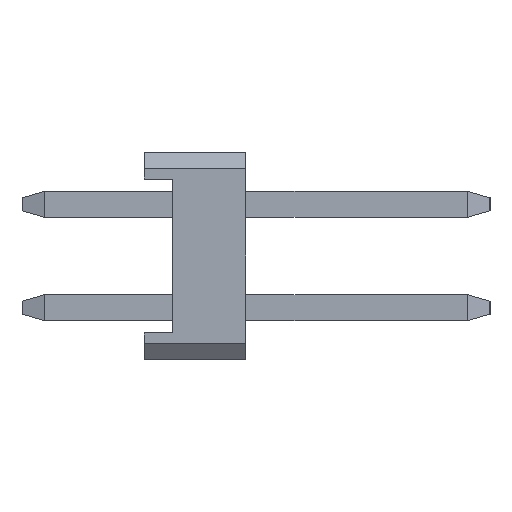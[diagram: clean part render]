
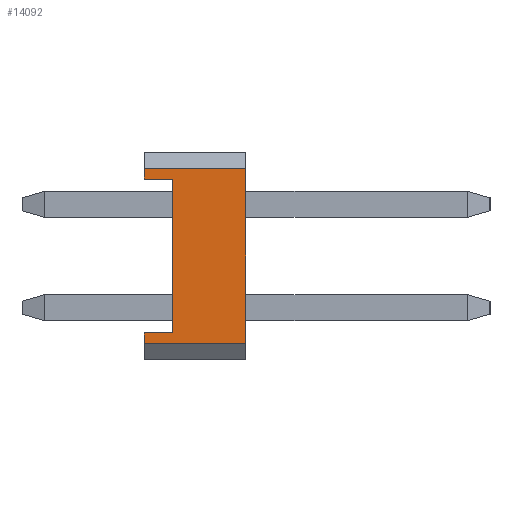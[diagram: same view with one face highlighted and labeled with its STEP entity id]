
A CAD part, left-side view. The second image highlights one B-rep face of the part: STEP entity #14092.
In plain terms, the highlighted planar face has unit normal (-1, 0, 0).
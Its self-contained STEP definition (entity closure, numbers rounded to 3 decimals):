
#8226=EDGE_CURVE('',#14108,#17828,#21917,.T.);
#8930=VERTEX_POINT('',#22684);
#8944=EDGE_CURVE('',#11450,#19112,#22698,.T.);
#9036=EDGE_CURVE('',#18500,#11692,#22807,.T.);
#11450=VERTEX_POINT('',#25511);
#11692=VERTEX_POINT('',#25779);
#12290=EDGE_CURVE('',#8930,#19018,#26496,.T.);
#12714=EDGE_CURVE('',#11450,#18500,#26959,.T.);
#13410=EDGE_CURVE('',#19018,#19112,#27729,.T.);
#13560=EDGE_CURVE('',#17828,#8930,#27901,.T.);
#14092=ADVANCED_FACE('',(#28491),#28492,.T.);
#14108=VERTEX_POINT('',#28508);
#17828=VERTEX_POINT('',#32623);
#18500=VERTEX_POINT('',#33368);
#19018=VERTEX_POINT('',#33927);
#19112=VERTEX_POINT('',#34029);
#20044=EDGE_CURVE('',#11692,#14108,#35054,.T.);
#21917=LINE('',#37647,#37648);
#22684=CARTESIAN_POINT('',(-38.1,0.,-2.147));
#22698=LINE('',#38798,#38799);
#22807=LINE('',#38945,#38946);
#25511=CARTESIAN_POINT('',(-38.1,0.,2.147));
#25779=CARTESIAN_POINT('',(-38.1,-0.7,1.89));
#26496=LINE('',#44240,#44241);
#26959=LINE('',#44929,#44930);
#27729=LINE('',#46017,#46018);
#27901=LINE('',#46241,#46242);
#28491=FACE_OUTER_BOUND('',#47078,.T.);
#28492=PLANE('',#47079);
#28508=CARTESIAN_POINT('',(-38.1,-0.7,-1.89));
#32623=CARTESIAN_POINT('',(-38.1,0.,-1.89));
#33368=CARTESIAN_POINT('',(-38.1,0.,1.89));
#33927=CARTESIAN_POINT('',(-38.1,-2.5,-2.147));
#34029=CARTESIAN_POINT('',(-38.1,-2.5,2.147));
#35054=LINE('',#56596,#56597);
#37647=CARTESIAN_POINT('',(-38.1,0.075,-1.89));
#37648=VECTOR('',#58644,1.0);
#38798=CARTESIAN_POINT('',(-38.1,0.,2.147));
#38799=VECTOR('',#59344,1.0);
#38945=CARTESIAN_POINT('',(-38.1,0.075,1.89));
#38946=VECTOR('',#59502,1.0);
#44240=CARTESIAN_POINT('',(-38.1,0.,-2.147));
#44241=VECTOR('',#63531,1.0);
#44929=CARTESIAN_POINT('',(-38.1,0.,2.147));
#44930=VECTOR('',#63959,1.0);
#46017=CARTESIAN_POINT('',(-38.1,-2.5,2.147));
#46018=VECTOR('',#64722,1.0);
#46241=CARTESIAN_POINT('',(-38.1,0.,2.147));
#46242=VECTOR('',#64929,1.0);
#47078=EDGE_LOOP('',(#65528,#65529,#65530,#65531,#65532,#65533,#65534,#65535));
#47079=AXIS2_PLACEMENT_3D('',#65536,#65537,#65538);
#56596=CARTESIAN_POINT('',(-38.1,-0.7,-1.073));
#56597=VECTOR('',#72195,1.0);
#58644=DIRECTION('',(0.0,1.0,0.));
#59344=DIRECTION('',(0.0,-1.0,0.));
#59502=DIRECTION('',(0.0,-1.0,0.));
#63531=DIRECTION('',(0.0,-1.0,0.));
#63959=DIRECTION('',(0.0,0.,-1.0));
#64722=DIRECTION('',(0.0,0.,1.0));
#64929=DIRECTION('',(0.0,0.,-1.0));
#65528=ORIENTED_EDGE('',*,*,#8226,.T.);
#65529=ORIENTED_EDGE('',*,*,#13560,.T.);
#65530=ORIENTED_EDGE('',*,*,#12290,.T.);
#65531=ORIENTED_EDGE('',*,*,#13410,.T.);
#65532=ORIENTED_EDGE('',*,*,#8944,.F.);
#65533=ORIENTED_EDGE('',*,*,#12714,.T.);
#65534=ORIENTED_EDGE('',*,*,#9036,.T.);
#65535=ORIENTED_EDGE('',*,*,#20044,.T.);
#65536=CARTESIAN_POINT('',(-38.1,0.,-2.147));
#65537=DIRECTION('',(-1.0,0.0,0.0));
#65538=DIRECTION('',(0.0,-1.0,0.));
#72195=DIRECTION('',(0.0,0.,-1.0));
